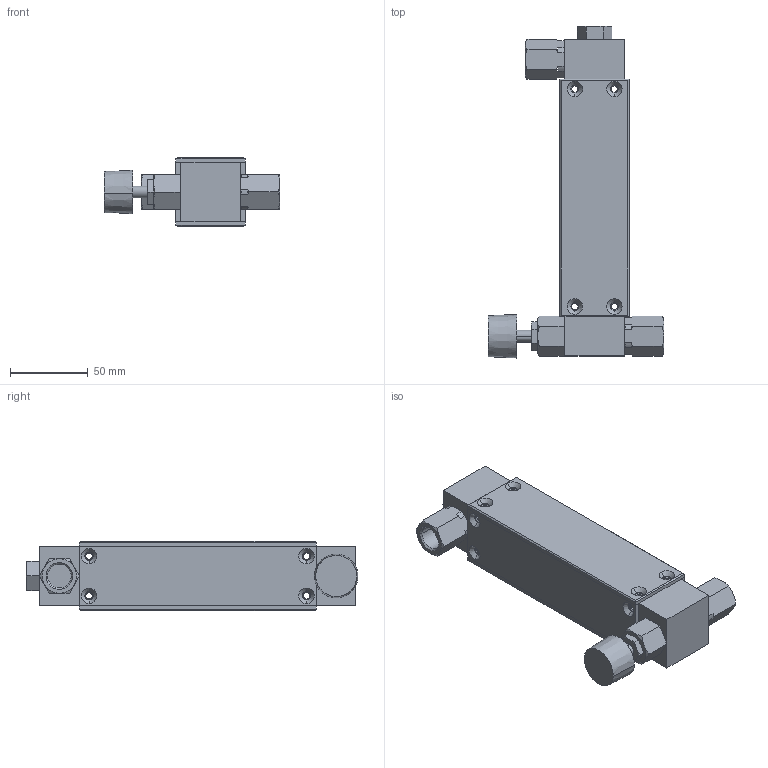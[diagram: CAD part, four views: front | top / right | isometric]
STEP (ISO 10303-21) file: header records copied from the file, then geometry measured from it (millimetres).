
FILE_DESCRIPTION (( 'STEP AP203' ), '1' );
FILE_NAME ('1358F-2-B-F.STEP', '2017-03-01T20:32:02', ( 'mrutkowski' ), ( 'Hewlett-Packard Company' ), 'SwSTEP 2.0', 'SolidWorks 2014', '' );
FILE_SCHEMA (( 'CONFIG_CONTROL_DESIGN' ));
Length unit declared in the file: inch
Products named in the file (1): 1358F-2-B-F
Bounding box: 112.78 x 213.21 x 44.45 mm (x, y, z)
Surface area: 55696.1 mm2 (no closed solid volume)
Topology: 0 solids, 13 shells, 267 faces, 752 edges, 481 vertices
Faces by surface type: cylinder 92, cone 91, plane 74, bspline 10
Entity records: 9651 total; most frequent: CARTESIAN_POINT 2861, DIRECTION 1413, ORIENTED_EDGE 1287, EDGE_CURVE 752, AXIS2_PLACEMENT_3D 535, VERTEX_POINT 481, VECTOR 343, LINE 343
